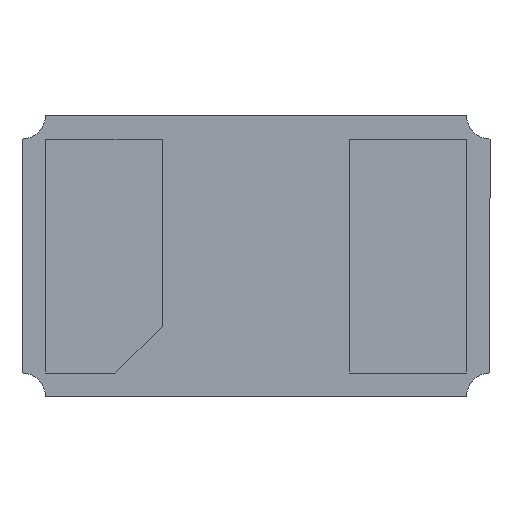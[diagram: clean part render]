
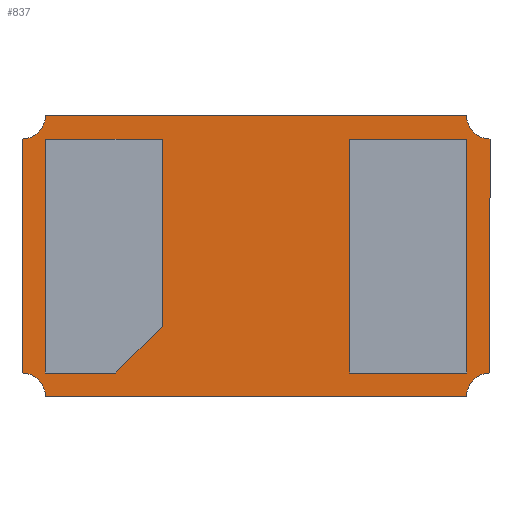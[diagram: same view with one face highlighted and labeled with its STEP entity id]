
A CAD part, front view. The second image highlights one B-rep face of the part: STEP entity #837.
In plain terms, the highlighted planar face has unit normal (0, -1, 0).
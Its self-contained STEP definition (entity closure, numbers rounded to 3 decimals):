
#22 = VECTOR ( 'NONE', #601, 1000. ) ;
#24 = DIRECTION ( 'NONE',  ( 0., 1., 0. ) ) ;
#36 = VECTOR ( 'NONE', #759, 1000. ) ;
#42 = LINE ( 'NONE', #323, #1642 ) ;
#69 = CARTESIAN_POINT ( 'NONE',  ( 0., 0., 0.6 ) ) ;
#75 = ORIENTED_EDGE ( 'NONE', *, *, #381, .T. ) ;
#77 = EDGE_CURVE ( 'NONE', #1770, #784, #234, .T. ) ;
#88 = CARTESIAN_POINT ( 'NONE',  ( -0.9, 0., -0.5 ) ) ;
#104 = CARTESIAN_POINT ( 'NONE',  ( 0.4, 0., 0.5 ) ) ;
#120 = CARTESIAN_POINT ( 'NONE',  ( -0.4, 0., -0.3 ) ) ;
#130 = DIRECTION ( 'NONE',  ( 0.707, 0., 0.707 ) ) ;
#143 = VERTEX_POINT ( 'NONE', #104 ) ;
#157 = EDGE_CURVE ( 'NONE', #1496, #1200, #1494, .T. ) ;
#167 = CARTESIAN_POINT ( 'NONE',  ( 0.4, 0., -0.5 ) ) ;
#173 = DIRECTION ( 'NONE',  ( 1., 0., 0. ) ) ;
#202 = PLANE ( 'NONE',  #838 ) ;
#211 = ORIENTED_EDGE ( 'NONE', *, *, #1443, .T. ) ;
#234 = LINE ( 'NONE', #508, #814 ) ;
#241 = EDGE_CURVE ( 'NONE', #313, #1770, #684, .T. ) ;
#270 = AXIS2_PLACEMENT_3D ( 'NONE', #295, #995, #1664 ) ;
#282 = ORIENTED_EDGE ( 'NONE', *, *, #77, .F. ) ;
#284 = VERTEX_POINT ( 'NONE', #88 ) ;
#290 = VERTEX_POINT ( 'NONE', #1056 ) ;
#292 = VERTEX_POINT ( 'NONE', #1189 ) ;
#295 = CARTESIAN_POINT ( 'NONE',  ( 1., 0., -0.6 ) ) ;
#313 = VERTEX_POINT ( 'NONE', #351 ) ;
#323 = CARTESIAN_POINT ( 'NONE',  ( -0.6, 0., -0.5 ) ) ;
#325 = VERTEX_POINT ( 'NONE', #636 ) ;
#337 = EDGE_CURVE ( 'NONE', #292, #284, #723, .T. ) ;
#347 = VECTOR ( 'NONE', #1467, 1000. ) ;
#351 = CARTESIAN_POINT ( 'NONE',  ( -0.6, 0., -0.5 ) ) ;
#361 = DIRECTION ( 'NONE',  ( 0., 0., 1. ) ) ;
#362 = DIRECTION ( 'NONE',  ( 0., 0., 1. ) ) ;
#381 = EDGE_CURVE ( 'NONE', #568, #1313, #853, .T. ) ;
#390 = CARTESIAN_POINT ( 'NONE',  ( 1., 0., 0. ) ) ;
#477 = ORIENTED_EDGE ( 'NONE', *, *, #1767, .F. ) ;
#488 = DIRECTION ( 'NONE',  ( -1., 0., 0. ) ) ;
#508 = CARTESIAN_POINT ( 'NONE',  ( -0.4, 0., 0.5 ) ) ;
#513 = EDGE_CURVE ( 'NONE', #143, #975, #602, .T. ) ;
#515 = VERTEX_POINT ( 'NONE', #1007 ) ;
#522 = VERTEX_POINT ( 'NONE', #892 ) ;
#527 = EDGE_CURVE ( 'NONE', #568, #1200, #1407, .T. ) ;
#531 = CARTESIAN_POINT ( 'NONE',  ( -1., 0., 0.6 ) ) ;
#538 = ORIENTED_EDGE ( 'NONE', *, *, #337, .F. ) ;
#557 = ORIENTED_EDGE ( 'NONE', *, *, #1299, .T. ) ;
#568 = VERTEX_POINT ( 'NONE', #1287 ) ;
#569 = LINE ( 'NONE', #69, #1165 ) ;
#594 = EDGE_CURVE ( 'NONE', #975, #515, #836, .T. ) ;
#595 = CARTESIAN_POINT ( 'NONE',  ( 0.4, 0., -0.5 ) ) ;
#601 = DIRECTION ( 'NONE',  ( 1., 0., 0. ) ) ;
#602 = LINE ( 'NONE', #877, #682 ) ;
#608 = DIRECTION ( 'NONE',  ( 0., 0., -1. ) ) ;
#619 = EDGE_CURVE ( 'NONE', #1496, #1577, #569, .T. ) ;
#634 = CARTESIAN_POINT ( 'NONE',  ( 0.9, 0., 0.5 ) ) ;
#635 = ORIENTED_EDGE ( 'NONE', *, *, #157, .T. ) ;
#636 = CARTESIAN_POINT ( 'NONE',  ( 0.9, 0., 0.5 ) ) ;
#670 = DIRECTION ( 'NONE',  ( 0., 0., 1. ) ) ;
#682 = VECTOR ( 'NONE', #608, 1000. ) ;
#684 = LINE ( 'NONE', #120, #1011 ) ;
#692 = DIRECTION ( 'NONE',  ( -1., 0., 0. ) ) ;
#694 = VECTOR ( 'NONE', #1476, 1000. ) ;
#699 = EDGE_CURVE ( 'NONE', #284, #313, #42, .T. ) ;
#704 = DIRECTION ( 'NONE',  ( 0., 0., 1. ) ) ;
#714 = ORIENTED_EDGE ( 'NONE', *, *, #1517, .T. ) ;
#723 = LINE ( 'NONE', #1343, #347 ) ;
#754 = DIRECTION ( 'NONE',  ( 1., 0., 0. ) ) ;
#757 = CARTESIAN_POINT ( 'NONE',  ( 1., 0., 0.5 ) ) ;
#759 = DIRECTION ( 'NONE',  ( 1., 0., 0. ) ) ;
#780 = CARTESIAN_POINT ( 'NONE',  ( 0., 0., 0. ) ) ;
#784 = VERTEX_POINT ( 'NONE', #1574 ) ;
#791 = DIRECTION ( 'NONE',  ( 0., 1., 0. ) ) ;
#811 = CARTESIAN_POINT ( 'NONE',  ( -1., 0., 0. ) ) ;
#814 = VECTOR ( 'NONE', #361, 1000. ) ;
#829 = EDGE_CURVE ( 'NONE', #515, #325, #1588, .T. ) ;
#836 = LINE ( 'NONE', #595, #22 ) ;
#837 = ADVANCED_FACE ( 'NONE', ( #1248, #890, #1737 ), #202, .F. ) ;
#838 = AXIS2_PLACEMENT_3D ( 'NONE', #780, #1705, #1048 ) ;
#848 = ORIENTED_EDGE ( 'NONE', *, *, #527, .F. ) ;
#853 = CIRCLE ( 'NONE', #1003, 0.1 ) ;
#856 = CARTESIAN_POINT ( 'NONE',  ( 1., 0., 0.6 ) ) ;
#864 = LINE ( 'NONE', #1103, #1729 ) ;
#877 = CARTESIAN_POINT ( 'NONE',  ( 0.4, 0., 0.5 ) ) ;
#890 = FACE_BOUND ( 'NONE', #1648, .T. ) ;
#892 = CARTESIAN_POINT ( 'NONE',  ( 1., 0., -0.5 ) ) ;
#910 = CARTESIAN_POINT ( 'NONE',  ( -1., 0., -0.6 ) ) ;
#911 = CARTESIAN_POINT ( 'NONE',  ( -0.9, 0., 0.6 ) ) ;
#941 = DIRECTION ( 'NONE',  ( 0., 1., 0. ) ) ;
#975 = VERTEX_POINT ( 'NONE', #167 ) ;
#990 = ORIENTED_EDGE ( 'NONE', *, *, #594, .F. ) ;
#995 = DIRECTION ( 'NONE',  ( 0., 1., 0. ) ) ;
#1003 = AXIS2_PLACEMENT_3D ( 'NONE', #910, #791, #1181 ) ;
#1004 = VERTEX_POINT ( 'NONE', #757 ) ;
#1007 = CARTESIAN_POINT ( 'NONE',  ( 0.9, 0., -0.5 ) ) ;
#1011 = VECTOR ( 'NONE', #130, 1000. ) ;
#1037 = CARTESIAN_POINT ( 'NONE',  ( -0.4, 0., 0.5 ) ) ;
#1042 = EDGE_LOOP ( 'NONE', ( #990, #1183, #477, #1076 ) ) ;
#1048 = DIRECTION ( 'NONE',  ( 0., 0., 1. ) ) ;
#1052 = LINE ( 'NONE', #1037, #1180 ) ;
#1056 = CARTESIAN_POINT ( 'NONE',  ( 0.9, 0., -0.6 ) ) ;
#1076 = ORIENTED_EDGE ( 'NONE', *, *, #829, .F. ) ;
#1103 = CARTESIAN_POINT ( 'NONE',  ( 0.4, 0., 0.5 ) ) ;
#1107 = ORIENTED_EDGE ( 'NONE', *, *, #1560, .F. ) ;
#1165 = VECTOR ( 'NONE', #754, 1000. ) ;
#1180 = VECTOR ( 'NONE', #488, 1000. ) ;
#1181 = DIRECTION ( 'NONE',  ( 0., 0., 1. ) ) ;
#1183 = ORIENTED_EDGE ( 'NONE', *, *, #513, .F. ) ;
#1189 = CARTESIAN_POINT ( 'NONE',  ( -0.9, 0., 0.5 ) ) ;
#1193 = ORIENTED_EDGE ( 'NONE', *, *, #241, .F. ) ;
#1200 = VERTEX_POINT ( 'NONE', #1295 ) ;
#1215 = DIRECTION ( 'NONE',  ( 0., 0., 1. ) ) ;
#1248 = FACE_BOUND ( 'NONE', #1042, .T. ) ;
#1287 = CARTESIAN_POINT ( 'NONE',  ( -1., 0., -0.5 ) ) ;
#1295 = CARTESIAN_POINT ( 'NONE',  ( -1., 0., 0.5 ) ) ;
#1299 = EDGE_CURVE ( 'NONE', #1004, #1577, #1696, .T. ) ;
#1313 = VERTEX_POINT ( 'NONE', #1647 ) ;
#1318 = EDGE_LOOP ( 'NONE', ( #635, #848, #75, #714, #211, #1759, #557, #1604 ) ) ;
#1323 = VECTOR ( 'NONE', #362, 1000. ) ;
#1343 = CARTESIAN_POINT ( 'NONE',  ( -0.9, 0., 0.5 ) ) ;
#1360 = ORIENTED_EDGE ( 'NONE', *, *, #699, .F. ) ;
#1378 = LINE ( 'NONE', #1716, #36 ) ;
#1407 = LINE ( 'NONE', #811, #1711 ) ;
#1443 = EDGE_CURVE ( 'NONE', #290, #522, #1681, .T. ) ;
#1467 = DIRECTION ( 'NONE',  ( 0., 0., -1. ) ) ;
#1476 = DIRECTION ( 'NONE',  ( 0., 0., 1. ) ) ;
#1478 = AXIS2_PLACEMENT_3D ( 'NONE', #531, #941, #1215 ) ;
#1484 = CARTESIAN_POINT ( 'NONE',  ( 0.9, 0., 0.6 ) ) ;
#1494 = CIRCLE ( 'NONE', #1478, 0.1 ) ;
#1496 = VERTEX_POINT ( 'NONE', #911 ) ;
#1510 = LINE ( 'NONE', #390, #694 ) ;
#1517 = EDGE_CURVE ( 'NONE', #1313, #290, #1378, .T. ) ;
#1519 = CARTESIAN_POINT ( 'NONE',  ( -0.4, 0., -0.3 ) ) ;
#1560 = EDGE_CURVE ( 'NONE', #784, #292, #1052, .T. ) ;
#1574 = CARTESIAN_POINT ( 'NONE',  ( -0.4, 0., 0.5 ) ) ;
#1577 = VERTEX_POINT ( 'NONE', #1484 ) ;
#1588 = LINE ( 'NONE', #634, #1323 ) ;
#1604 = ORIENTED_EDGE ( 'NONE', *, *, #619, .F. ) ;
#1613 = AXIS2_PLACEMENT_3D ( 'NONE', #856, #24, #704 ) ;
#1642 = VECTOR ( 'NONE', #173, 1000. ) ;
#1646 = EDGE_CURVE ( 'NONE', #522, #1004, #1510, .T. ) ;
#1647 = CARTESIAN_POINT ( 'NONE',  ( -0.9, 0., -0.6 ) ) ;
#1648 = EDGE_LOOP ( 'NONE', ( #538, #1107, #282, #1193, #1360 ) ) ;
#1664 = DIRECTION ( 'NONE',  ( 0., 0., 1. ) ) ;
#1681 = CIRCLE ( 'NONE', #270, 0.1 ) ;
#1696 = CIRCLE ( 'NONE', #1613, 0.1 ) ;
#1705 = DIRECTION ( 'NONE',  ( 0., 1., 0. ) ) ;
#1711 = VECTOR ( 'NONE', #670, 1000. ) ;
#1716 = CARTESIAN_POINT ( 'NONE',  ( 0., 0., -0.6 ) ) ;
#1729 = VECTOR ( 'NONE', #692, 1000. ) ;
#1737 = FACE_OUTER_BOUND ( 'NONE', #1318, .T. ) ;
#1759 = ORIENTED_EDGE ( 'NONE', *, *, #1646, .T. ) ;
#1767 = EDGE_CURVE ( 'NONE', #325, #143, #864, .T. ) ;
#1770 = VERTEX_POINT ( 'NONE', #1519 ) ;
